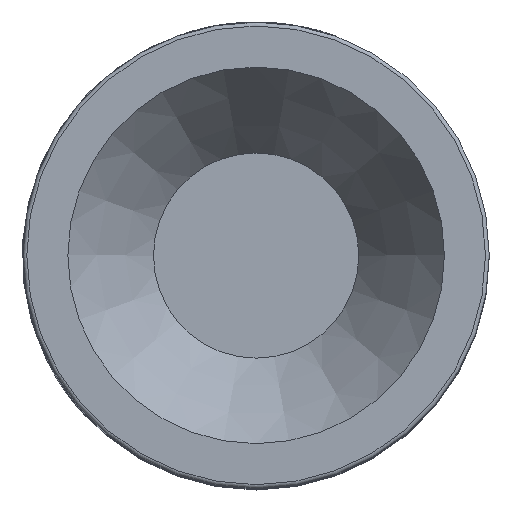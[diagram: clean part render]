
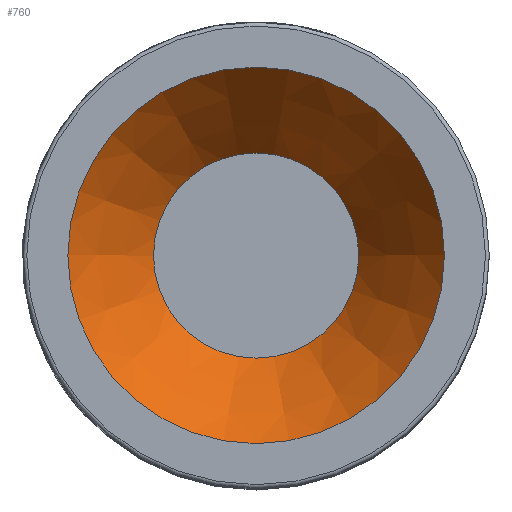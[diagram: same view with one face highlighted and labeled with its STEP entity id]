
A CAD part, top view. The second image highlights one B-rep face of the part: STEP entity #760.
In plain terms, the highlighted conical face has half-angle 35 degrees and reference radius 10.625 mm.
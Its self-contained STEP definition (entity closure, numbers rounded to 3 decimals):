
#760=ADVANCED_FACE('',(#909,#1047),#904,.F.);
#904=CONICAL_SURFACE('',#2637,10.625,35.);
#909=FACE_OUTER_BOUND('',#1109,.T.);
#1047=FACE_BOUND('',#1110,.T.);
#1109=EDGE_LOOP('',(#1297));
#1110=EDGE_LOOP('',(#1298));
#1297=ORIENTED_EDGE('',*,*,#2231,.F.);
#1298=ORIENTED_EDGE('',*,*,#2232,.F.);
#1989=VERTEX_POINT('',#3467);
#1990=VERTEX_POINT('',#3469);
#2231=EDGE_CURVE('',#1989,#1989,#2579,.T.);
#2232=EDGE_CURVE('',#1990,#1990,#2580,.T.);
#2579=CIRCLE('',#2635,19.5);
#2580=CIRCLE('',#2636,10.625);
#2635=AXIS2_PLACEMENT_3D('',#3466,#2869,#2870);
#2636=AXIS2_PLACEMENT_3D('',#3468,#2871,#2872);
#2637=AXIS2_PLACEMENT_3D('',#3470,#2873,#2874);
#2869=DIRECTION('',(0.,0.,-1.));
#2870=DIRECTION('',(1.,0.,0.));
#2871=DIRECTION('',(0.,0.,1.));
#2872=DIRECTION('',(1.,0.,0.));
#2873=DIRECTION('',(0.,0.,1.));
#2874=DIRECTION('',(1.,0.,0.));
#3466=CARTESIAN_POINT('',(0.,0.,85.5));
#3467=CARTESIAN_POINT('',(19.5,0.,85.5));
#3468=CARTESIAN_POINT('',(0.,0.,72.825));
#3469=CARTESIAN_POINT('',(10.625,0.,72.825));
#3470=CARTESIAN_POINT('',(0.,0.,72.825));
